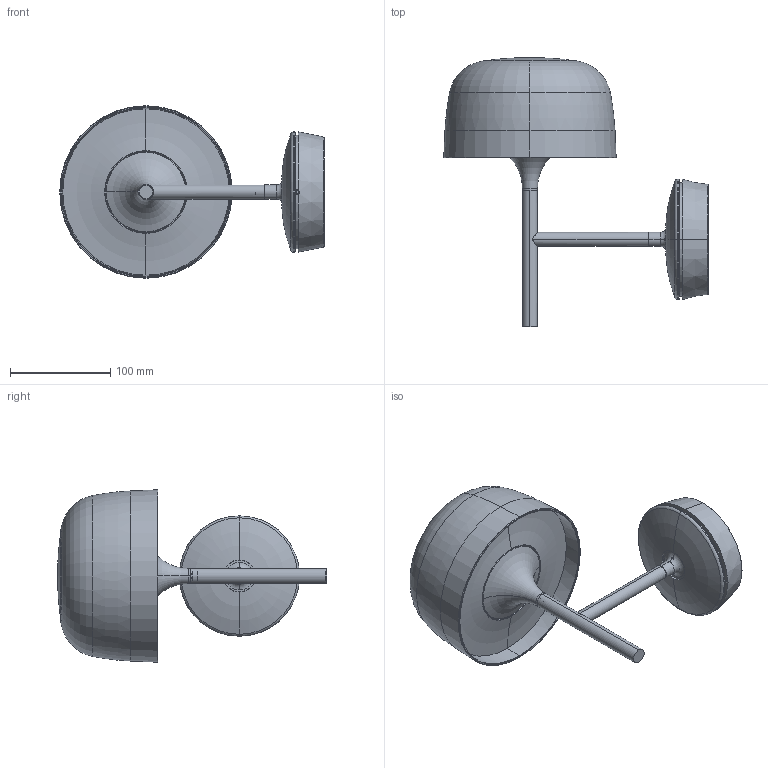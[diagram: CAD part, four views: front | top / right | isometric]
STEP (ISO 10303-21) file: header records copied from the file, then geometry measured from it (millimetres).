
FILE_DESCRIPTION (( 'STEP AP203' ), '1' );
FILE_NAME ('BOL A-01 201010xxyyy.STEP', '2022-03-14T15:48:20', ( '' ), ( '' ), 'SwSTEP 2.0', 'SolidWorks 2019', '' );
FILE_SCHEMA (( 'CONFIG_CONTROL_DESIGN' ));
Length unit declared in the file: millimetre
Products named in the file (19): 000-SUB-201 TUBO APLIQUE; 000-D7985-45A2; BOL A-01 201010xxyyy; 000-201-062; 000-201-065; 000-SUB-201 BASE APLIQUE; 000-D914-46N; 000-201-053; 000-SUB-201 CBZ; 000-201-061; 000-201-064; 000-201-063; 000-201-057; 000-201-055; 000-201-066; 000-D965-36A2_D965-36-A2; 000-201-056; 000-D7985-36  A2; 000-201-054
Assembly tree (21 placements, depth 3):
  BOL A-01 201010xxyyy
    000-SUB-201 BASE APLIQUE
      000-201-061
      000-201-062
      000-D914-46N  x2
    000-SUB-201 TUBO APLIQUE
      000-201-065
      000-201-066
      000-201-064
      000-201-063
    000-SUB-201 CBZ
      000-201-053
      000-201-055
      000-201-056
      000-201-057
      000-201-054
      000-D7985-45A2  x2
      000-D7985-36  A2
    000-D965-36A2_D965-36-A2  x2
Bounding box: 263.79 x 268.5 x 171.95 mm (x, y, z)
Volume: 399795.8 mm3; surface area: 297178.3 mm2
Topology: 18 solids, 18 shells, 837 faces, 1998 edges, 1229 vertices
Faces by surface type: plane 224, cylinder 198, cone 146, torus 124, bspline 124, sphere 21
Entity records: 28732 total; most frequent: CARTESIAN_POINT 9421, DIRECTION 3617, ORIENTED_EDGE 3604, EDGE_CURVE 1802, AXIS2_PLACEMENT_3D 1545, VERTEX_POINT 1117, CIRCLE 884, EDGE_LOOP 857
